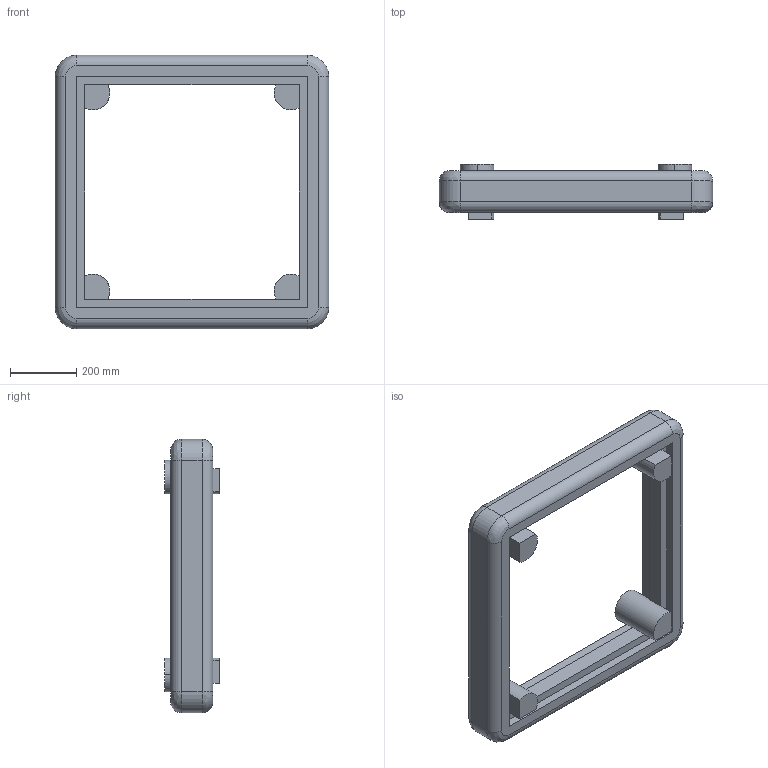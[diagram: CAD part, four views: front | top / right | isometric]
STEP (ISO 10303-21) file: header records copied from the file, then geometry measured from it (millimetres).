
FILE_DESCRIPTION(/* description */ (''),/* implementation_level */ '2;1');
FILE_NAME(/* name */ 'Drivetrain.step',/* time_stamp */ '2025-05-04T00:26:41+03:00',/* author */ (''),/* organization */ (''),/* preprocessor_version */ 'ST-DEVELOPER v20.1',/* originating_system */ 'Autodesk Translation Framework v14.4.0.0',/* authorisation */ '');
FILE_SCHEMA (('AUTOMOTIVE_DESIGN { 1 0 10303 214 3 1 1 }'));
Length unit declared in the file: millimetre
Products named in the file (1): Test Bot for advantge scope
Bounding box: 827 x 165.25 x 827 mm (x, y, z)
Volume: 29213401.7 mm3; surface area: 1713339.1 mm2
Topology: 1 solids, 1 shells, 91 faces, 226 edges, 126 vertices
Faces by surface type: plane 55, cylinder 28, bspline 8
Entity records: 2725 total; most frequent: CARTESIAN_POINT 510, DIRECTION 462, ORIENTED_EDGE 456, EDGE_CURVE 228, LINE 162, VECTOR 162, AXIS2_PLACEMENT_3D 150, VERTEX_POINT 126
